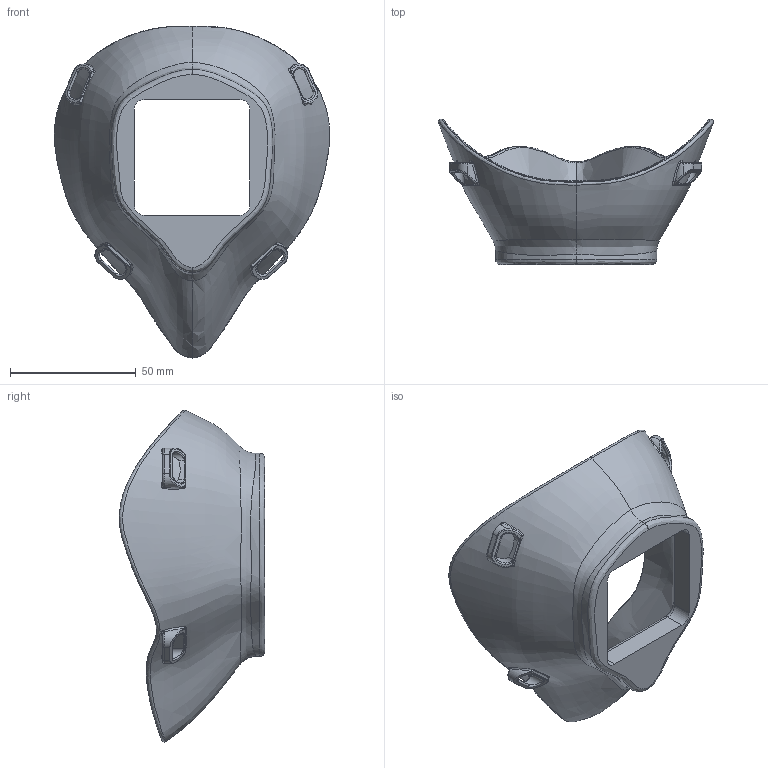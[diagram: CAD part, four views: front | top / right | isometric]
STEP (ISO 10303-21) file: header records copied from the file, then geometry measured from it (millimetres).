
FILE_DESCRIPTION (( 'STEP AP203' ), '1' );
FILE_NAME ('m_mask with Robles ties CAD.STEP', '2020-04-20T18:58:50', ( '' ), ( '' ), 'SwSTEP 2.0', 'SolidWorks 2018', '' );
FILE_SCHEMA (( 'CONFIG_CONTROL_DESIGN' ));
Products named in the file (1): m_mask with Robles ties CAD
Bounding box: 109.49 x 57.86 x 132.04 mm (x, y, z)
Volume: 49702.2 mm3; surface area: 33938.6 mm2
Topology: 1 solids, 1 shells, 206 faces, 572 edges, 352 vertices
Faces by surface type: bspline 95, cylinder 55, plane 33, torus 21, sphere 2
Entity records: 27941 total; most frequent: CARTESIAN_POINT 23558, ORIENTED_EDGE 1116, DIRECTION 633, EDGE_CURVE 558, VERTEX_POINT 352, AXIS2_PLACEMENT_3D 264, B_SPLINE_CURVE_WITH_KNOTS 259, EDGE_LOOP 214
